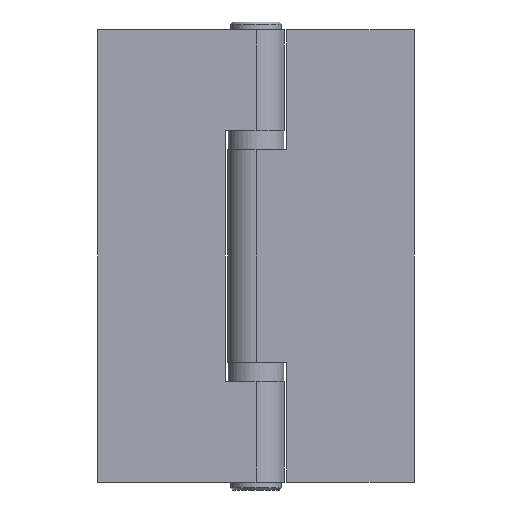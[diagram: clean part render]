
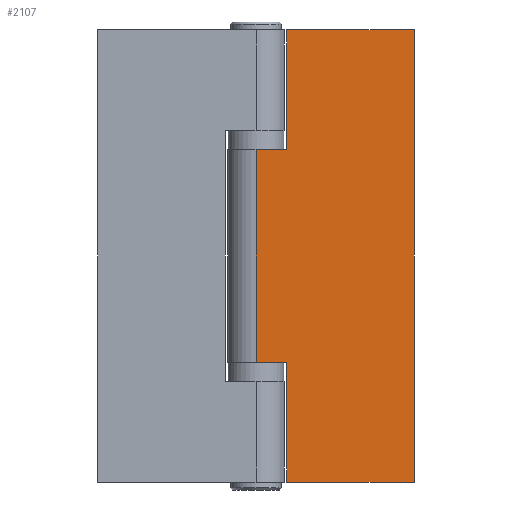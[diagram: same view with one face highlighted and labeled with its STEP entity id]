
A CAD part, front view. The second image highlights one B-rep face of the part: STEP entity #2107.
In plain terms, the highlighted planar face has unit normal (0, -1, 0).
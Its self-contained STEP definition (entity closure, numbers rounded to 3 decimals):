
#397 = DIRECTION ( 'NONE',  ( 0., 0., -1. ) ) ;
#398 = VECTOR ( 'NONE', #397, 1000. ) ;
#399 = CARTESIAN_POINT ( 'NONE',  ( 27., -25., 200. ) ) ;
#400 = LINE ( 'NONE', #399, #398 ) ;
#428 = DIRECTION ( 'NONE',  ( 0., 0., -1. ) ) ;
#429 = VECTOR ( 'NONE', #428, 1000. ) ;
#430 = CARTESIAN_POINT ( 'NONE',  ( 140., -25., 200. ) ) ;
#431 = LINE ( 'NONE', #430, #429 ) ;
#642 = CARTESIAN_POINT ( 'NONE',  ( 27., -25., -94. ) ) ;
#966 = DIRECTION ( 'NONE',  ( 1., 0., 0. ) ) ;
#967 = VECTOR ( 'NONE', #966, 1000. ) ;
#968 = CARTESIAN_POINT ( 'NONE',  ( 0., -25., -200. ) ) ;
#969 = LINE ( 'NONE', #968, #967 ) ;
#977 = CARTESIAN_POINT ( 'NONE',  ( 140., -25., -200. ) ) ;
#978 = CARTESIAN_POINT ( 'NONE',  ( 27., -25., -200. ) ) ;
#995 = CARTESIAN_POINT ( 'NONE',  ( 0., -25., 94. ) ) ;
#996 = CARTESIAN_POINT ( 'NONE',  ( 0., -25., -94. ) ) ;
#1002 = DIRECTION ( 'NONE',  ( 0., 0., -1. ) ) ;
#1003 = VECTOR ( 'NONE', #1002, 1000. ) ;
#1004 = CARTESIAN_POINT ( 'NONE',  ( 0., -25., 200. ) ) ;
#1005 = LINE ( 'NONE', #1004, #1003 ) ;
#1016 = CARTESIAN_POINT ( 'NONE',  ( 27., -25., 200. ) ) ;
#1017 = DIRECTION ( 'NONE',  ( 1., 0., 0. ) ) ;
#1018 = VECTOR ( 'NONE', #1017, 1000. ) ;
#1019 = CARTESIAN_POINT ( 'NONE',  ( 0., -25., 200. ) ) ;
#1020 = LINE ( 'NONE', #1019, #1018 ) ;
#1021 = CARTESIAN_POINT ( 'NONE',  ( 140., -25., 200. ) ) ;
#1028 = DIRECTION ( 'NONE',  ( 0., 0., 1. ) ) ;
#1029 = DIRECTION ( 'NONE',  ( 0., 1., 0. ) ) ;
#1030 = CARTESIAN_POINT ( 'NONE',  ( 0., -25., 200. ) ) ;
#1031 = AXIS2_PLACEMENT_3D ( 'NONE', #1030, #1029, #1028 ) ;
#1032 = PLANE ( 'NONE',  #1031 ) ;
#1033 = FACE_OUTER_BOUND ( 'NONE', #2105, .T. ) ;
#1034 = DIRECTION ( 'NONE',  ( 0., 0., -1. ) ) ;
#1035 = VECTOR ( 'NONE', #1034, 1000. ) ;
#1036 = CARTESIAN_POINT ( 'NONE',  ( 27., -25., 200. ) ) ;
#1037 = LINE ( 'NONE', #1036, #1035 ) ;
#1038 = DIRECTION ( 'NONE',  ( 1., 0., 0. ) ) ;
#1039 = VECTOR ( 'NONE', #1038, 1000. ) ;
#1040 = CARTESIAN_POINT ( 'NONE',  ( 0., -25., -94. ) ) ;
#1041 = LINE ( 'NONE', #1040, #1039 ) ;
#1042 = DIRECTION ( 'NONE',  ( -1., 0., 0. ) ) ;
#1043 = VECTOR ( 'NONE', #1042, 1000. ) ;
#1044 = CARTESIAN_POINT ( 'NONE',  ( 0., -25., 94. ) ) ;
#1045 = LINE ( 'NONE', #1044, #1043 ) ;
#1051 = CARTESIAN_POINT ( 'NONE',  ( 27., -25., 94. ) ) ;
#1682 = EDGE_CURVE ( 'NONE', #1840, #2068, #400, .T. ) ;
#1683 = ORIENTED_EDGE ( 'NONE', *, *, #2072, .T. ) ;
#1694 = ORIENTED_EDGE ( 'NONE', *, *, #1705, .F. ) ;
#1699 = ORIENTED_EDGE ( 'NONE', *, *, #2082, .F. ) ;
#1700 = ORIENTED_EDGE ( 'NONE', *, *, #1682, .T. ) ;
#1705 = EDGE_CURVE ( 'NONE', #2080, #2069, #431, .T. ) ;
#1840 = VERTEX_POINT ( 'NONE', #642 ) ;
#2068 = VERTEX_POINT ( 'NONE', #978 ) ;
#2069 = VERTEX_POINT ( 'NONE', #977 ) ;
#2072 = EDGE_CURVE ( 'NONE', #2068, #2069, #969, .T. ) ;
#2080 = VERTEX_POINT ( 'NONE', #1021 ) ;
#2082 = EDGE_CURVE ( 'NONE', #2084, #2080, #1020, .T. ) ;
#2084 = VERTEX_POINT ( 'NONE', #1016 ) ;
#2089 = EDGE_CURVE ( 'NONE', #2093, #2091, #1005, .T. ) ;
#2091 = VERTEX_POINT ( 'NONE', #996 ) ;
#2093 = VERTEX_POINT ( 'NONE', #995 ) ;
#2096 = VERTEX_POINT ( 'NONE', #1051 ) ;
#2097 = ORIENTED_EDGE ( 'NONE', *, *, #2101, .T. ) ;
#2099 = ORIENTED_EDGE ( 'NONE', *, *, #2102, .T. ) ;
#2100 = ORIENTED_EDGE ( 'NONE', *, *, #2089, .T. ) ;
#2101 = EDGE_CURVE ( 'NONE', #2096, #2093, #1045, .T. ) ;
#2102 = EDGE_CURVE ( 'NONE', #2091, #1840, #1041, .T. ) ;
#2103 = ORIENTED_EDGE ( 'NONE', *, *, #2104, .T. ) ;
#2104 = EDGE_CURVE ( 'NONE', #2084, #2096, #1037, .T. ) ;
#2105 = EDGE_LOOP ( 'NONE', ( #2103, #2097, #2100, #2099, #1700, #1683, #1694, #1699 ) ) ;
#2107 = ADVANCED_FACE ( 'NONE', ( #1033 ), #1032, .F. ) ;
